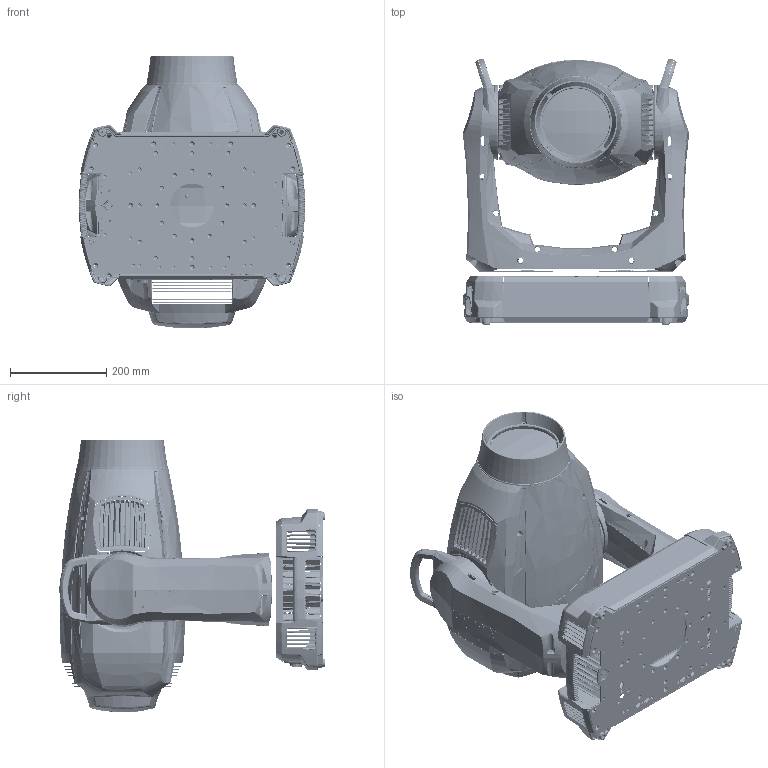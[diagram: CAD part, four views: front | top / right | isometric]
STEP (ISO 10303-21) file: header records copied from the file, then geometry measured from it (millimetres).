
FILE_DESCRIPTION (( 'STEP AP203' ), '1' );
FILE_NAME ('MAC_Viper_Horizontal_2.STEP', '2012-10-26T09:26:18', ( 'Windows User' ), ( 'Martin Professional A/S' ), 'SwSTEP 2.0', 'SolidWorks 2012', '' );
FILE_SCHEMA (( 'CONFIG_CONTROL_DESIGN' ));
Products named in the file (1): MAC_Viper_Horizontal_2
Bounding box: 470.34 x 551.14 x 565.68 mm (x, y, z)
Surface area: 1833992.6 mm2 (no closed solid volume)
Topology: 0 solids, 417 shells, 4442 faces, 17915 edges, 13404 vertices
Faces by surface type: bspline 1390, plane 1024, cone 956, cylinder 630, torus 390, sphere 52
Entity records: 284358 total; most frequent: CARTESIAN_POINT 158879, ORIENTED_EDGE 25655, DIRECTION 20566, EDGE_CURVE 17883, VERTEX_POINT 13397, AXIS2_PLACEMENT_3D 8055, B_SPLINE_CURVE_WITH_KNOTS 7752, CIRCLE 5002
